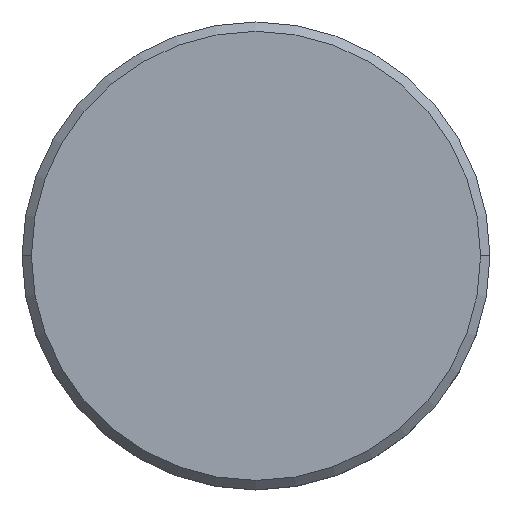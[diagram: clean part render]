
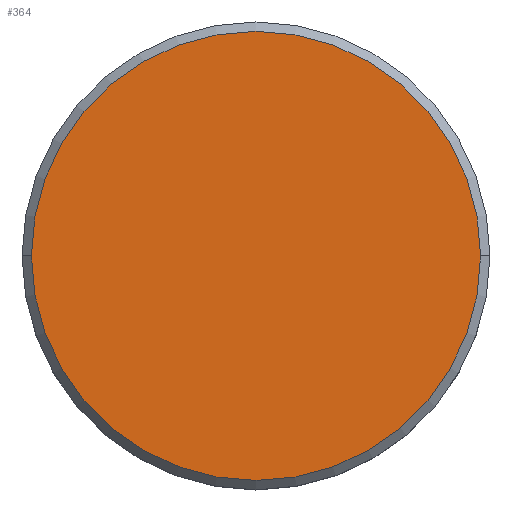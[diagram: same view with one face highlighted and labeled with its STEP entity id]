
A CAD part, top view. The second image highlights one B-rep face of the part: STEP entity #364.
In plain terms, the highlighted planar face has unit normal (0, 0, 1).
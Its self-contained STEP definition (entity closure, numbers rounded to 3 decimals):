
#97 = VERTEX_POINT ( 'NONE', #749 ) ;
#129 = DIRECTION ( 'NONE',  ( 0., 0., 1. ) ) ;
#266 = ORIENTED_EDGE ( 'NONE', *, *, #969, .T. ) ;
#308 = PLANE ( 'NONE',  #369 ) ;
#339 = DIRECTION ( 'NONE',  ( 1., 0., 0. ) ) ;
#364 = ADVANCED_FACE ( 'NONE', ( #496 ), #308, .T. ) ;
#369 = AXIS2_PLACEMENT_3D ( 'NONE', #955, #129, #855 ) ;
#389 = ORIENTED_EDGE ( 'NONE', *, *, #906, .T. ) ;
#425 = CARTESIAN_POINT ( 'NONE',  ( 12., 0., 0. ) ) ;
#448 = DIRECTION ( 'NONE',  ( 0., 0., 1. ) ) ;
#483 = EDGE_LOOP ( 'NONE', ( #389, #266 ) ) ;
#487 = DIRECTION ( 'NONE',  ( 1., 0., 0. ) ) ;
#496 = FACE_OUTER_BOUND ( 'NONE', #483, .T. ) ;
#532 = CARTESIAN_POINT ( 'NONE',  ( 0., 0., 0. ) ) ;
#562 = CARTESIAN_POINT ( 'NONE',  ( 0., 0., 0. ) ) ;
#682 = AXIS2_PLACEMENT_3D ( 'NONE', #532, #448, #339 ) ;
#749 = CARTESIAN_POINT ( 'NONE',  ( -12., 0., 0. ) ) ;
#831 = VERTEX_POINT ( 'NONE', #425 ) ;
#835 = DIRECTION ( 'NONE',  ( 0., 0., 1. ) ) ;
#855 = DIRECTION ( 'NONE',  ( 1., 0., 0. ) ) ;
#906 = EDGE_CURVE ( 'NONE', #97, #831, #1103, .T. ) ;
#955 = CARTESIAN_POINT ( 'NONE',  ( 0., 0., 0. ) ) ;
#969 = EDGE_CURVE ( 'NONE', #831, #97, #997, .T. ) ;
#997 = CIRCLE ( 'NONE', #682, 12. ) ;
#1027 = AXIS2_PLACEMENT_3D ( 'NONE', #562, #835, #487 ) ;
#1103 = CIRCLE ( 'NONE', #1027, 12. ) ;
